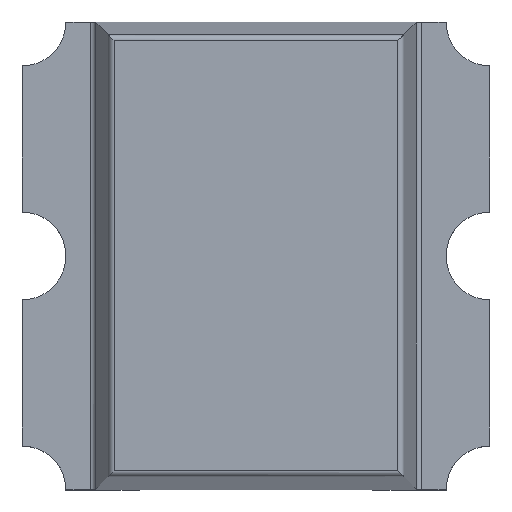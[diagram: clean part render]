
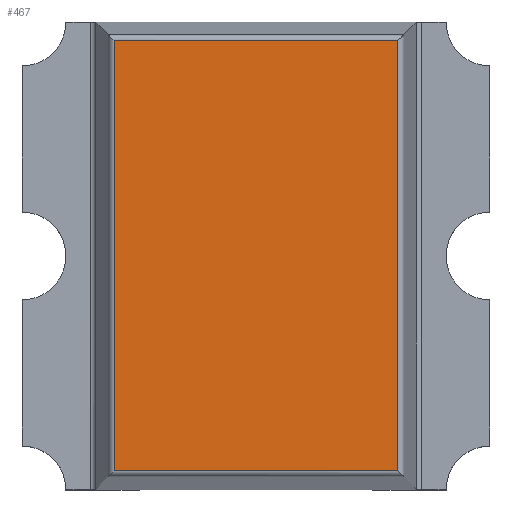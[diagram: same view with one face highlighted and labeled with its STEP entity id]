
A CAD part, top view. The second image highlights one B-rep face of the part: STEP entity #467.
In plain terms, the highlighted planar face has unit normal (0, 0, 1).
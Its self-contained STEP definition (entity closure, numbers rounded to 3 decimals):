
#51 = VERTEX_POINT ( 'NONE', #1804 ) ;
#74 = LINE ( 'NONE', #874, #452 ) ;
#133 = ORIENTED_EDGE ( 'NONE', *, *, #2130, .T. ) ;
#207 = EDGE_CURVE ( 'NONE', #1255, #1676, #743, .T. ) ;
#239 = ORIENTED_EDGE ( 'NONE', *, *, #207, .T. ) ;
#375 = AXIS2_PLACEMENT_3D ( 'NONE', #1977, #447, #642 ) ;
#410 = VERTEX_POINT ( 'NONE', #1363 ) ;
#415 = DIRECTION ( 'NONE',  ( 0., 1., 0. ) ) ;
#417 = FACE_OUTER_BOUND ( 'NONE', #635, .T. ) ;
#427 = VECTOR ( 'NONE', #971, 1000. ) ;
#447 = DIRECTION ( 'NONE',  ( 0., 0., -1. ) ) ;
#452 = VECTOR ( 'NONE', #859, 1000. ) ;
#467 = ADVANCED_FACE ( 'NONE', ( #417 ), #478, .F. ) ;
#472 = CARTESIAN_POINT ( 'NONE',  ( -0.485, 0., 0.5 ) ) ;
#478 = PLANE ( 'NONE',  #375 ) ;
#635 = EDGE_LOOP ( 'NONE', ( #239, #1512, #133, #1574 ) ) ;
#642 = DIRECTION ( 'NONE',  ( -1., 0., 0. ) ) ;
#686 = VECTOR ( 'NONE', #415, 1000. ) ;
#716 = DIRECTION ( 'NONE',  ( -1., 0., 0. ) ) ;
#743 = LINE ( 'NONE', #472, #427 ) ;
#786 = VECTOR ( 'NONE', #716, 1000. ) ;
#859 = DIRECTION ( 'NONE',  ( 1., 0., 0. ) ) ;
#874 = CARTESIAN_POINT ( 'NONE',  ( 0., -0.735, 0.5 ) ) ;
#971 = DIRECTION ( 'NONE',  ( 0., -1., 0. ) ) ;
#1004 = LINE ( 'NONE', #1082, #686 ) ;
#1082 = CARTESIAN_POINT ( 'NONE',  ( 0.485, 0., 0.5 ) ) ;
#1100 = EDGE_CURVE ( 'NONE', #1676, #410, #74, .T. ) ;
#1255 = VERTEX_POINT ( 'NONE', #1604 ) ;
#1363 = CARTESIAN_POINT ( 'NONE',  ( 0.485, -0.735, 0.5 ) ) ;
#1512 = ORIENTED_EDGE ( 'NONE', *, *, #1100, .T. ) ;
#1574 = ORIENTED_EDGE ( 'NONE', *, *, #1989, .T. ) ;
#1604 = CARTESIAN_POINT ( 'NONE',  ( -0.485, 0.735, 0.5 ) ) ;
#1676 = VERTEX_POINT ( 'NONE', #1697 ) ;
#1697 = CARTESIAN_POINT ( 'NONE',  ( -0.485, -0.735, 0.5 ) ) ;
#1751 = CARTESIAN_POINT ( 'NONE',  ( 0., 0.735, 0.5 ) ) ;
#1804 = CARTESIAN_POINT ( 'NONE',  ( 0.485, 0.735, 0.5 ) ) ;
#1977 = CARTESIAN_POINT ( 'NONE',  ( 0., 0., 0.5 ) ) ;
#1989 = EDGE_CURVE ( 'NONE', #51, #1255, #2137, .T. ) ;
#2130 = EDGE_CURVE ( 'NONE', #410, #51, #1004, .T. ) ;
#2137 = LINE ( 'NONE', #1751, #786 ) ;
